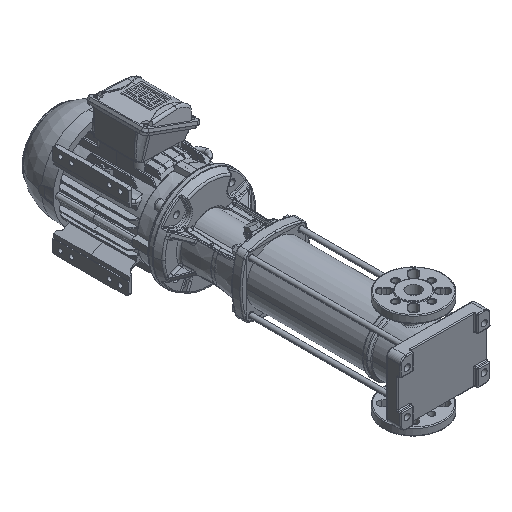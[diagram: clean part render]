
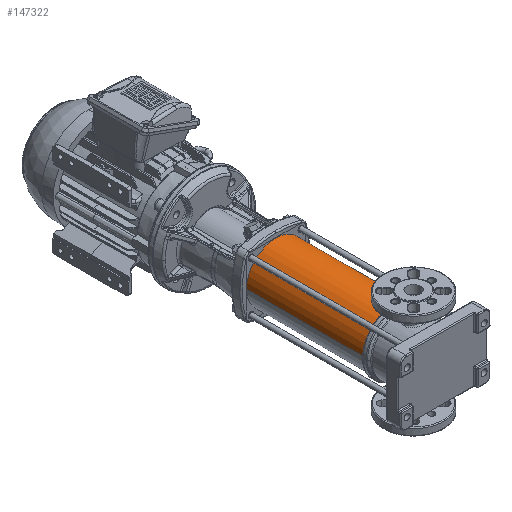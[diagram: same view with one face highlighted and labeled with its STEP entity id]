
A CAD part, isometric view. The second image highlights one B-rep face of the part: STEP entity #147322.
In plain terms, the highlighted cylindrical face has radius 68.75 mm (diameter 137.5 mm), a partial arc.
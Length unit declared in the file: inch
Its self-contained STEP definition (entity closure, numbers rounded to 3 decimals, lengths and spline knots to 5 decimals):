
#10221 = LINE ( 'NONE', #47312, #140832 ) ;
#16290 = DIRECTION ( 'NONE',  ( 0., 1., 0. ) ) ;
#24134 = DIRECTION ( 'NONE',  ( 0., 1., 0. ) ) ;
#32642 = VERTEX_POINT ( 'NONE', #135504 ) ;
#36901 = CARTESIAN_POINT ( 'NONE',  ( 0., 12.69685, 2.70669 ) ) ;
#46308 = CARTESIAN_POINT ( 'NONE',  ( 0., 12.69685, 0. ) ) ;
#47312 = CARTESIAN_POINT ( 'NONE',  ( 0., 1.54331, -2.70669 ) ) ;
#48594 = CARTESIAN_POINT ( 'NONE',  ( 0., 1.85827, 0. ) ) ;
#48862 = DIRECTION ( 'NONE',  ( 0., 1., 0. ) ) ;
#51009 = EDGE_CURVE ( 'NONE', #32642, #75646, #155040, .T. ) ;
#66233 = DIRECTION ( 'NONE',  ( 0., 0., 1. ) ) ;
#67624 = EDGE_LOOP ( 'NONE', ( #119388, #117147, #118502, #119224 ) ) ;
#67721 = CIRCLE ( 'NONE', #113046, 2.70669 ) ;
#68755 = CARTESIAN_POINT ( 'NONE',  ( 0., 1.85827, 2.70669 ) ) ;
#75646 = VERTEX_POINT ( 'NONE', #36901 ) ;
#87863 = VECTOR ( 'NONE', #16290, 39.37008 ) ;
#89880 = VERTEX_POINT ( 'NONE', #105591 ) ;
#89895 = FACE_OUTER_BOUND ( 'NONE', #67624, .T. ) ;
#90787 = EDGE_CURVE ( 'NONE', #89880, #32642, #10221, .T. ) ;
#91170 = EDGE_CURVE ( 'NONE', #93864, #75646, #146577, .T. ) ;
#93864 = VERTEX_POINT ( 'NONE', #68755 ) ;
#99965 = CARTESIAN_POINT ( 'NONE',  ( 0., 1.54331, 2.70669 ) ) ;
#104781 = DIRECTION ( 'NONE',  ( 0., 1., 0. ) ) ;
#105591 = CARTESIAN_POINT ( 'NONE',  ( 0., 1.85827, -2.70669 ) ) ;
#107727 = AXIS2_PLACEMENT_3D ( 'NONE', #114369, #124648, #66233 ) ;
#113046 = AXIS2_PLACEMENT_3D ( 'NONE', #48594, #24134, #141829 ) ;
#114369 = CARTESIAN_POINT ( 'NONE',  ( 0., 1.54331, 0. ) ) ;
#117147 = ORIENTED_EDGE ( 'NONE', *, *, #153316, .T. ) ;
#118502 = ORIENTED_EDGE ( 'NONE', *, *, #91170, .T. ) ;
#119224 = ORIENTED_EDGE ( 'NONE', *, *, #51009, .F. ) ;
#119388 = ORIENTED_EDGE ( 'NONE', *, *, #90787, .F. ) ;
#124648 = DIRECTION ( 'NONE',  ( 0., 1., 0. ) ) ;
#128459 = DIRECTION ( 'NONE',  ( 0., 0., -1. ) ) ;
#135504 = CARTESIAN_POINT ( 'NONE',  ( 0., 12.69685, -2.70669 ) ) ;
#138056 = CYLINDRICAL_SURFACE ( 'NONE', #107727, 2.70669 ) ;
#140832 = VECTOR ( 'NONE', #48862, 39.37008 ) ;
#141829 = DIRECTION ( 'NONE',  ( 0., 0., 1. ) ) ;
#146577 = LINE ( 'NONE', #99965, #87863 ) ;
#147322 = ADVANCED_FACE ( 'NONE', ( #89895 ), #138056, .T. ) ;
#152566 = AXIS2_PLACEMENT_3D ( 'NONE', #46308, #104781, #128459 ) ;
#153316 = EDGE_CURVE ( 'NONE', #89880, #93864, #67721, .T. ) ;
#155040 = CIRCLE ( 'NONE', #152566, 2.70669 ) ;
